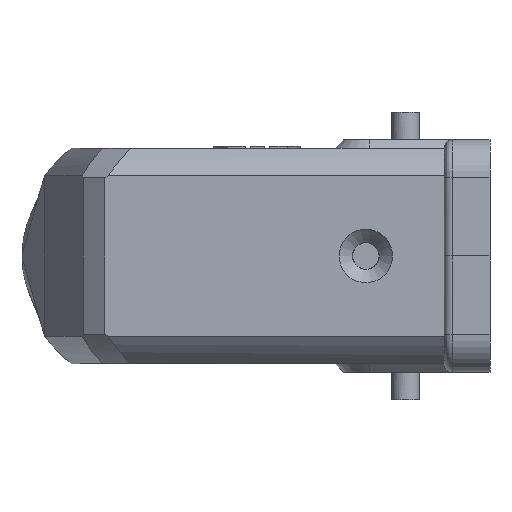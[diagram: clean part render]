
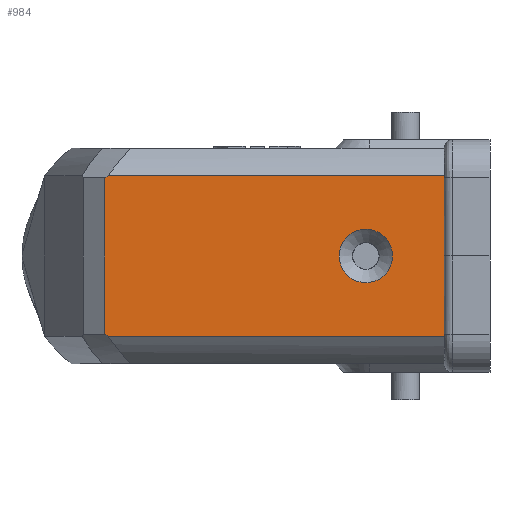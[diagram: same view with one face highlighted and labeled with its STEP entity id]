
A CAD part, left-side view. The second image highlights one B-rep face of the part: STEP entity #984.
In plain terms, the highlighted planar face has unit normal (-1, 0, 0).
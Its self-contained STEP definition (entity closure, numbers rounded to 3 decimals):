
#659=CIRCLE('',#4450,3.1);
#785=B_SPLINE_CURVE_WITH_KNOTS('',3,(#6438,#6439,#6440,#6441),
 .UNSPECIFIED.,.F.,.F.,(4,4),(0.,1.),.UNSPECIFIED.);
#786=B_SPLINE_CURVE_WITH_KNOTS('',3,(#6442,#6443,#6444,#6445),
 .UNSPECIFIED.,.F.,.F.,(4,4),(0.,1.),.UNSPECIFIED.);
#838=FACE_BOUND('',#1502,.T.);
#839=FACE_BOUND('',#1503,.T.);
#984=ADVANCED_FACE('',(#838,#839),#1175,.F.);
#1175=PLANE('',#4451);
#1502=EDGE_LOOP('',(#2065));
#1503=EDGE_LOOP('',(#2066,#2067,#2068,#2069,#2070,#2071));
#2065=ORIENTED_EDGE('',*,*,#3237,.F.);
#2066=ORIENTED_EDGE('',*,*,#3235,.F.);
#2067=ORIENTED_EDGE('',*,*,#3238,.F.);
#2068=ORIENTED_EDGE('',*,*,#3239,.F.);
#2069=ORIENTED_EDGE('',*,*,#3240,.F.);
#2070=ORIENTED_EDGE('',*,*,#3230,.F.);
#2071=ORIENTED_EDGE('',*,*,#3241,.F.);
#2816=VERTEX_POINT('',#6411);
#2817=VERTEX_POINT('',#6413);
#2821=VERTEX_POINT('',#6422);
#2822=VERTEX_POINT('',#6424);
#2823=VERTEX_POINT('',#6433);
#2824=VERTEX_POINT('',#6435);
#2825=VERTEX_POINT('',#6437);
#3230=EDGE_CURVE('',#2816,#2817,#3716,.T.);
#3235=EDGE_CURVE('',#2821,#2822,#3720,.T.);
#3237=EDGE_CURVE('',#2823,#2823,#659,.T.);
#3238=EDGE_CURVE('',#2824,#2821,#3721,.T.);
#3239=EDGE_CURVE('',#2825,#2824,#3722,.T.);
#3240=EDGE_CURVE('',#2817,#2825,#785,.T.);
#3241=EDGE_CURVE('',#2822,#2816,#786,.T.);
#3716=LINE('',#6412,#4092);
#3720=LINE('',#6423,#4096);
#3721=LINE('',#6434,#4097);
#3722=LINE('',#6436,#4098);
#4092=VECTOR('',#5005,1.);
#4096=VECTOR('',#5013,1.);
#4097=VECTOR('',#5018,1.);
#4098=VECTOR('',#5019,1.);
#4450=AXIS2_PLACEMENT_3D('',#6432,#5016,#5017);
#4451=AXIS2_PLACEMENT_3D('',#6446,#5020,#5021);
#5005=DIRECTION('',(0.,0.,1.));
#5013=DIRECTION('',(0.,1.,0.));
#5016=DIRECTION('',(-1.,0.,0.));
#5017=DIRECTION('',(0.,1.,0.));
#5018=DIRECTION('',(0.,0.,-1.));
#5019=DIRECTION('',(0.,-1.,0.));
#5020=DIRECTION('',(1.,0.,0.));
#5021=DIRECTION('',(0.,0.,-1.));
#6411=CARTESIAN_POINT('',(-12.5,44.684,-9.087));
#6412=CARTESIAN_POINT('',(-12.5,44.684,-9.087));
#6413=CARTESIAN_POINT('',(-12.5,44.684,9.083));
#6422=CARTESIAN_POINT('',(-12.5,5.287,-9.327));
#6423=CARTESIAN_POINT('',(-12.5,5.287,-9.327));
#6424=CARTESIAN_POINT('',(-12.5,44.286,-9.327));
#6432=CARTESIAN_POINT('',(-12.5,14.4,0.));
#6433=CARTESIAN_POINT('',(-12.5,17.5,0.));
#6434=CARTESIAN_POINT('',(-12.5,5.287,9.323));
#6435=CARTESIAN_POINT('',(-12.5,5.287,9.323));
#6436=CARTESIAN_POINT('',(-12.5,44.286,9.323));
#6437=CARTESIAN_POINT('',(-12.5,44.286,9.323));
#6438=CARTESIAN_POINT('',(-12.5,44.684,9.083));
#6439=CARTESIAN_POINT('',(-12.5,44.556,9.161));
#6440=CARTESIAN_POINT('',(-12.5,44.423,9.241));
#6441=CARTESIAN_POINT('',(-12.5,44.286,9.323));
#6442=CARTESIAN_POINT('',(-12.5,44.286,-9.327));
#6443=CARTESIAN_POINT('',(-12.5,44.423,-9.245));
#6444=CARTESIAN_POINT('',(-12.5,44.556,-9.165));
#6445=CARTESIAN_POINT('',(-12.5,44.684,-9.087));
#6446=CARTESIAN_POINT('',(-12.5,-0.213,12.69));
